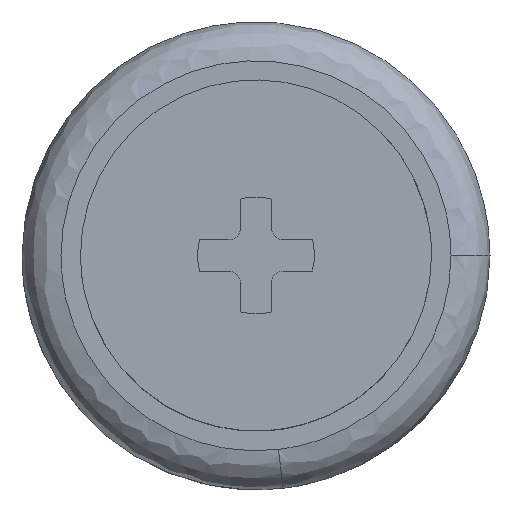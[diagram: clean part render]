
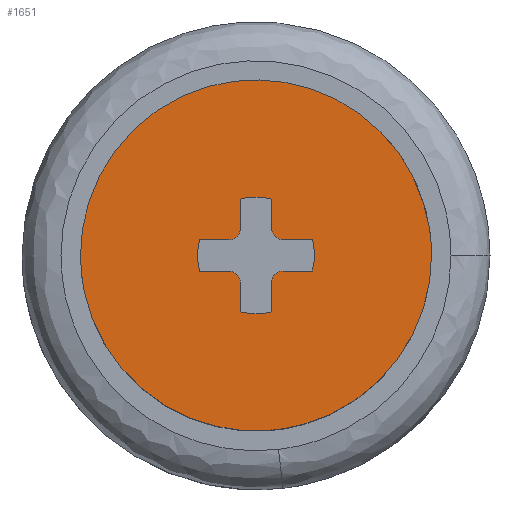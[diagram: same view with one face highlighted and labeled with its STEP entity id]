
A CAD part, top view. The second image highlights one B-rep face of the part: STEP entity #1651.
In plain terms, the highlighted free-form (B-spline) face has degree [1, 1] with [2, 2] control points.
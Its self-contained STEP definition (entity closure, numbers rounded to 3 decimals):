
#797=CARTESIAN_POINT('',(-0.531,4.469,0.));
#798=VERTEX_POINT('',#797);
#804=CARTESIAN_POINT('',(4.5,0.0,0.0));
#805=VERTEX_POINT('',#804);
#806=CARTESIAN_POINT('',(-0.531,4.469,0.));
#807=CARTESIAN_POINT('',(-0.267,4.5,0.0));
#808=CARTESIAN_POINT('',(0.0,4.5,0.0));
#809=CARTESIAN_POINT('',(4.5,4.5,0.0));
#810=CARTESIAN_POINT('',(4.5,0.0,0.0));
#818=(BOUNDED_CURVE()B_SPLINE_CURVE(2,(#806,#807,#808,#809,#810),.UNSPECIFIED.,.F.,.U.)B_SPLINE_CURVE_WITH_KNOTS((3,2,3),(0.23,0.25,0.5),.UNSPECIFIED.)CURVE()GEOMETRIC_REPRESENTATION_ITEM()RATIONAL_B_SPLINE_CURVE((0.956,0.976,1.0,0.707,1.0))REPRESENTATION_ITEM(''));
#819=EDGE_CURVE('',#798,#805,#818,.T.);
#821=CARTESIAN_POINT('',(0.275,-4.492,0.));
#822=VERTEX_POINT('',#821);
#823=CARTESIAN_POINT('',(4.5,0.0,0.0));
#824=CARTESIAN_POINT('',(4.5,-4.233,0.0));
#825=CARTESIAN_POINT('',(0.275,-4.492,0.));
#833=(BOUNDED_CURVE()B_SPLINE_CURVE(2,(#823,#824,#825),.UNSPECIFIED.,.F.,.U.)B_SPLINE_CURVE_WITH_KNOTS((3,3),(0.5,0.739),.UNSPECIFIED.)CURVE()GEOMETRIC_REPRESENTATION_ITEM()RATIONAL_B_SPLINE_CURVE((1.0,0.72,0.976))REPRESENTATION_ITEM(''));
#834=EDGE_CURVE('',#805,#822,#833,.T.);
#868=CARTESIAN_POINT('',(-4.5,0.0,0.0));
#869=VERTEX_POINT('',#868);
#870=CARTESIAN_POINT('',(0.275,-4.492,0.));
#871=CARTESIAN_POINT('',(0.137,-4.5,0.0));
#872=CARTESIAN_POINT('',(0.0,-4.5,0.0));
#873=CARTESIAN_POINT('',(-4.5,-4.5,0.0));
#874=CARTESIAN_POINT('',(-4.5,0.0,0.0));
#882=(BOUNDED_CURVE()B_SPLINE_CURVE(2,(#870,#871,#872,#873,#874),.UNSPECIFIED.,.F.,.U.)B_SPLINE_CURVE_WITH_KNOTS((3,2,3),(0.739,0.75,1.0),.UNSPECIFIED.)CURVE()GEOMETRIC_REPRESENTATION_ITEM()RATIONAL_B_SPLINE_CURVE((0.976,0.988,1.0,0.707,1.0))REPRESENTATION_ITEM(''));
#883=EDGE_CURVE('',#822,#869,#882,.T.);
#885=CARTESIAN_POINT('',(-4.5,0.0,0.0));
#886=CARTESIAN_POINT('',(-4.5,3.997,0.0));
#887=CARTESIAN_POINT('',(-0.531,4.469,0.));
#895=(BOUNDED_CURVE()B_SPLINE_CURVE(2,(#885,#886,#887),.UNSPECIFIED.,.F.,.U.)B_SPLINE_CURVE_WITH_KNOTS((3,3),(0.0,0.23),.UNSPECIFIED.)CURVE()GEOMETRIC_REPRESENTATION_ITEM()RATIONAL_B_SPLINE_CURVE((1.0,0.731,0.956))REPRESENTATION_ITEM(''));
#896=EDGE_CURVE('',#869,#798,#895,.T.);
#1100=CARTESIAN_POINT('',(0.4,1.446,0.0));
#1101=VERTEX_POINT('',#1100);
#1102=CARTESIAN_POINT('',(-0.4,1.446,0.0));
#1103=VERTEX_POINT('',#1102);
#1104=CARTESIAN_POINT('',(0.4,1.446,0.0));
#1105=CARTESIAN_POINT('',(0.,1.556,0.0));
#1106=CARTESIAN_POINT('',(-0.4,1.446,0.0));
#1114=(BOUNDED_CURVE()B_SPLINE_CURVE(2,(#1104,#1105,#1106),.UNSPECIFIED.,.F.,.U.)CURVE()GEOMETRIC_REPRESENTATION_ITEM()QUASI_UNIFORM_CURVE()RATIONAL_B_SPLINE_CURVE((1.0,0.964,1.0))REPRESENTATION_ITEM(''));
#1115=EDGE_CURVE('',#1101,#1103,#1114,.T.);
#1136=CARTESIAN_POINT('',(-0.4,0.7,0.0));
#1137=VERTEX_POINT('',#1136);
#1138=CARTESIAN_POINT('',(-0.4,0.7,0.0));
#1139=CARTESIAN_POINT('',(-0.4,1.446,0.0));
#1140=QUASI_UNIFORM_CURVE('',1,(#1138,#1139),.UNSPECIFIED.,.F.,.U.);
#1141=EDGE_CURVE('',#1137,#1103,#1140,.T.);
#1167=CARTESIAN_POINT('',(-0.7,0.4,0.0));
#1168=VERTEX_POINT('',#1167);
#1169=CARTESIAN_POINT('',(-0.7,0.4,0.0));
#1170=CARTESIAN_POINT('',(-0.4,0.4,0.0));
#1171=CARTESIAN_POINT('',(-0.4,0.7,0.0));
#1179=(BOUNDED_CURVE()B_SPLINE_CURVE(2,(#1169,#1170,#1171),.UNSPECIFIED.,.F.,.U.)CURVE()GEOMETRIC_REPRESENTATION_ITEM()QUASI_UNIFORM_CURVE()RATIONAL_B_SPLINE_CURVE((1.0,0.707,1.0))REPRESENTATION_ITEM(''));
#1180=EDGE_CURVE('',#1168,#1137,#1179,.T.);
#1197=CARTESIAN_POINT('',(-1.446,0.4,0.0));
#1198=VERTEX_POINT('',#1197);
#1199=CARTESIAN_POINT('',(-1.446,0.4,0.0));
#1200=CARTESIAN_POINT('',(-0.7,0.4,0.0));
#1201=QUASI_UNIFORM_CURVE('',1,(#1199,#1200),.UNSPECIFIED.,.F.,.U.);
#1202=EDGE_CURVE('',#1198,#1168,#1201,.T.);
#1228=CARTESIAN_POINT('',(-1.446,-0.4,0.0));
#1229=VERTEX_POINT('',#1228);
#1230=CARTESIAN_POINT('',(-1.446,0.4,0.0));
#1231=CARTESIAN_POINT('',(-1.556,0.,0.0));
#1232=CARTESIAN_POINT('',(-1.446,-0.4,0.0));
#1240=(BOUNDED_CURVE()B_SPLINE_CURVE(2,(#1230,#1231,#1232),.UNSPECIFIED.,.F.,.U.)CURVE()GEOMETRIC_REPRESENTATION_ITEM()QUASI_UNIFORM_CURVE()RATIONAL_B_SPLINE_CURVE((1.0,0.964,1.0))REPRESENTATION_ITEM(''));
#1241=EDGE_CURVE('',#1198,#1229,#1240,.T.);
#1258=CARTESIAN_POINT('',(-0.7,-0.4,0.0));
#1259=VERTEX_POINT('',#1258);
#1260=CARTESIAN_POINT('',(-0.7,-0.4,0.0));
#1261=CARTESIAN_POINT('',(-1.446,-0.4,0.0));
#1262=QUASI_UNIFORM_CURVE('',1,(#1260,#1261),.UNSPECIFIED.,.F.,.U.);
#1263=EDGE_CURVE('',#1259,#1229,#1262,.T.);
#1289=CARTESIAN_POINT('',(-0.4,-0.7,0.0));
#1290=VERTEX_POINT('',#1289);
#1291=CARTESIAN_POINT('',(-0.4,-0.7,0.0));
#1292=CARTESIAN_POINT('',(-0.4,-0.4,0.0));
#1293=CARTESIAN_POINT('',(-0.7,-0.4,0.0));
#1301=(BOUNDED_CURVE()B_SPLINE_CURVE(2,(#1291,#1292,#1293),.UNSPECIFIED.,.F.,.U.)CURVE()GEOMETRIC_REPRESENTATION_ITEM()QUASI_UNIFORM_CURVE()RATIONAL_B_SPLINE_CURVE((1.0,0.707,1.0))REPRESENTATION_ITEM(''));
#1302=EDGE_CURVE('',#1290,#1259,#1301,.T.);
#1319=CARTESIAN_POINT('',(-0.4,-1.446,0.0));
#1320=VERTEX_POINT('',#1319);
#1321=CARTESIAN_POINT('',(-0.4,-1.446,0.0));
#1322=CARTESIAN_POINT('',(-0.4,-0.7,0.0));
#1323=QUASI_UNIFORM_CURVE('',1,(#1321,#1322),.UNSPECIFIED.,.F.,.U.);
#1324=EDGE_CURVE('',#1320,#1290,#1323,.T.);
#1350=CARTESIAN_POINT('',(0.4,-1.446,0.0));
#1351=VERTEX_POINT('',#1350);
#1352=CARTESIAN_POINT('',(-0.4,-1.446,0.0));
#1353=CARTESIAN_POINT('',(0.,-1.556,0.0));
#1354=CARTESIAN_POINT('',(0.4,-1.446,0.0));
#1362=(BOUNDED_CURVE()B_SPLINE_CURVE(2,(#1352,#1353,#1354),.UNSPECIFIED.,.F.,.U.)CURVE()GEOMETRIC_REPRESENTATION_ITEM()QUASI_UNIFORM_CURVE()RATIONAL_B_SPLINE_CURVE((1.0,0.964,1.0))REPRESENTATION_ITEM(''));
#1363=EDGE_CURVE('',#1320,#1351,#1362,.T.);
#1380=CARTESIAN_POINT('',(0.4,-0.7,0.0));
#1381=VERTEX_POINT('',#1380);
#1382=CARTESIAN_POINT('',(0.4,-0.7,0.0));
#1383=CARTESIAN_POINT('',(0.4,-1.446,0.0));
#1384=QUASI_UNIFORM_CURVE('',1,(#1382,#1383),.UNSPECIFIED.,.F.,.U.);
#1385=EDGE_CURVE('',#1381,#1351,#1384,.T.);
#1411=CARTESIAN_POINT('',(0.7,-0.4,0.0));
#1412=VERTEX_POINT('',#1411);
#1413=CARTESIAN_POINT('',(0.7,-0.4,0.0));
#1414=CARTESIAN_POINT('',(0.4,-0.4,0.0));
#1415=CARTESIAN_POINT('',(0.4,-0.7,0.0));
#1423=(BOUNDED_CURVE()B_SPLINE_CURVE(2,(#1413,#1414,#1415),.UNSPECIFIED.,.F.,.U.)CURVE()GEOMETRIC_REPRESENTATION_ITEM()QUASI_UNIFORM_CURVE()RATIONAL_B_SPLINE_CURVE((1.0,0.707,1.0))REPRESENTATION_ITEM(''));
#1424=EDGE_CURVE('',#1412,#1381,#1423,.T.);
#1441=CARTESIAN_POINT('',(1.446,-0.4,0.0));
#1442=VERTEX_POINT('',#1441);
#1443=CARTESIAN_POINT('',(1.446,-0.4,0.0));
#1444=CARTESIAN_POINT('',(0.7,-0.4,0.0));
#1445=QUASI_UNIFORM_CURVE('',1,(#1443,#1444),.UNSPECIFIED.,.F.,.U.);
#1446=EDGE_CURVE('',#1442,#1412,#1445,.T.);
#1472=CARTESIAN_POINT('',(1.446,0.4,0.0));
#1473=VERTEX_POINT('',#1472);
#1474=CARTESIAN_POINT('',(1.446,-0.4,0.0));
#1475=CARTESIAN_POINT('',(1.556,0.,0.0));
#1476=CARTESIAN_POINT('',(1.446,0.4,0.0));
#1484=(BOUNDED_CURVE()B_SPLINE_CURVE(2,(#1474,#1475,#1476),.UNSPECIFIED.,.F.,.U.)CURVE()GEOMETRIC_REPRESENTATION_ITEM()QUASI_UNIFORM_CURVE()RATIONAL_B_SPLINE_CURVE((1.0,0.964,1.0))REPRESENTATION_ITEM(''));
#1485=EDGE_CURVE('',#1442,#1473,#1484,.T.);
#1502=CARTESIAN_POINT('',(0.7,0.4,0.0));
#1503=VERTEX_POINT('',#1502);
#1504=CARTESIAN_POINT('',(0.7,0.4,0.0));
#1505=CARTESIAN_POINT('',(1.446,0.4,0.0));
#1506=QUASI_UNIFORM_CURVE('',1,(#1504,#1505),.UNSPECIFIED.,.F.,.U.);
#1507=EDGE_CURVE('',#1503,#1473,#1506,.T.);
#1533=CARTESIAN_POINT('',(0.4,0.7,0.0));
#1534=VERTEX_POINT('',#1533);
#1535=CARTESIAN_POINT('',(0.4,0.7,0.0));
#1536=CARTESIAN_POINT('',(0.4,0.4,0.0));
#1537=CARTESIAN_POINT('',(0.7,0.4,0.0));
#1545=(BOUNDED_CURVE()B_SPLINE_CURVE(2,(#1535,#1536,#1537),.UNSPECIFIED.,.F.,.U.)CURVE()GEOMETRIC_REPRESENTATION_ITEM()QUASI_UNIFORM_CURVE()RATIONAL_B_SPLINE_CURVE((1.0,0.707,1.0))REPRESENTATION_ITEM(''));
#1546=EDGE_CURVE('',#1534,#1503,#1545,.T.);
#1563=CARTESIAN_POINT('',(0.4,1.446,0.0));
#1564=CARTESIAN_POINT('',(0.4,0.7,0.0));
#1565=QUASI_UNIFORM_CURVE('',1,(#1563,#1564),.UNSPECIFIED.,.F.,.U.);
#1566=EDGE_CURVE('',#1101,#1534,#1565,.T.);
#1622=CARTESIAN_POINT('',(-4.95,-4.949,0.0));
#1623=CARTESIAN_POINT('',(4.95,-4.949,0.0));
#1624=CARTESIAN_POINT('',(-4.95,4.949,0.0));
#1625=CARTESIAN_POINT('',(4.95,4.949,0.0));
#1626=B_SPLINE_SURFACE_WITH_KNOTS('',1,1,((#1622,#1624),(#1623,#1625)),.UNSPECIFIED.,.F.,.F.,.U.,(2,2),(2,2),(0.0,9.899),(0.0,9.899),.UNSPECIFIED.);
#1627=ORIENTED_EDGE('',*,*,#883,.F.);
#1628=ORIENTED_EDGE('',*,*,#834,.F.);
#1629=ORIENTED_EDGE('',*,*,#819,.F.);
#1630=ORIENTED_EDGE('',*,*,#896,.F.);
#1631=EDGE_LOOP('',(#1627,#1628,#1629,#1630));
#1632=FACE_OUTER_BOUND('',#1631,.T.);
#1633=ORIENTED_EDGE('',*,*,#1115,.F.);
#1634=ORIENTED_EDGE('',*,*,#1566,.T.);
#1635=ORIENTED_EDGE('',*,*,#1546,.T.);
#1636=ORIENTED_EDGE('',*,*,#1507,.T.);
#1637=ORIENTED_EDGE('',*,*,#1485,.F.);
#1638=ORIENTED_EDGE('',*,*,#1446,.T.);
#1639=ORIENTED_EDGE('',*,*,#1424,.T.);
#1640=ORIENTED_EDGE('',*,*,#1385,.T.);
#1641=ORIENTED_EDGE('',*,*,#1363,.F.);
#1642=ORIENTED_EDGE('',*,*,#1324,.T.);
#1643=ORIENTED_EDGE('',*,*,#1302,.T.);
#1644=ORIENTED_EDGE('',*,*,#1263,.T.);
#1645=ORIENTED_EDGE('',*,*,#1241,.F.);
#1646=ORIENTED_EDGE('',*,*,#1202,.T.);
#1647=ORIENTED_EDGE('',*,*,#1180,.T.);
#1648=ORIENTED_EDGE('',*,*,#1141,.T.);
#1649=EDGE_LOOP('',(#1633,#1634,#1635,#1636,#1637,#1638,#1639,#1640,#1641,#1642,#1643,#1644,#1645,#1646,#1647,#1648));
#1650=FACE_BOUND('',#1649,.T.);
#1651=ADVANCED_FACE('',(#1632,#1650),#1626,.T.);
